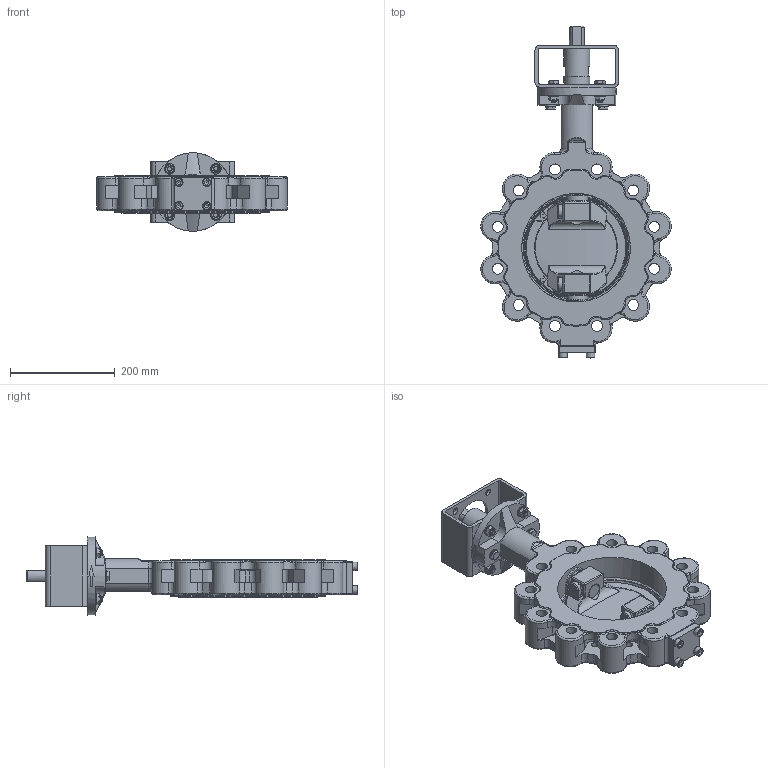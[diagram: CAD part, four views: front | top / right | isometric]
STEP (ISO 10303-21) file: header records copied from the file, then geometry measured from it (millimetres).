
FILE_DESCRIPTION(/* description */ (''),/* implementation_level */ '2;1');
FILE_NAME(/* name */ 'HP114-C DN200 PN25.stp',/* time_stamp */ '2018-12-03T13:58:10+01:00',/* author */ ('hellwig'),/* organization */ (''),/* preprocessor_version */ 'ST-DEVELOPER v16.5',/* originating_system */ 'Autodesk Inventor 2017',/* authorisation */ '');
FILE_SCHEMA (('CONFIG_CONTROL_DESIGN'));
Length unit declared in the file: millimetre
Products named in the file (1): M55488
Bounding box: 364.09 x 635 x 150 mm (x, y, z)
Volume: 5525123.3 mm3; surface area: 802507.9 mm2
Topology: 2 solids, 10 shells, 1688 faces, 4222 edges, 2587 vertices
Faces by surface type: plane 555, cylinder 488, torus 262, bspline 255, cone 117, sphere 11
Full cylindrical faces by diameter (mm): 6.647 x6, 8.376 x6, 9.188 x4, 10 x14, 10.5 x6, 11 x4, 12 x4, 12.2 x2, 12.5 x10, 13 x8, 14 x4, 14.63 x2, 15.4 x4, 16 x4, 20 x6, 20.752 x12, 30 x4, 30.2 x2, 32.1 x1, 33.35 x2, 36.2 x2, 40.05 x1, 41.2 x2, 42 x1, 47.7 x1, 49.95 x1, 50 x1, 55.2 x1, 85 x2, 150 x1
Entity records: 56311 total; most frequent: CARTESIAN_POINT 17760, DIRECTION 7793, ORIENTED_EDGE 7734, EDGE_CURVE 3865, AXIS2_PLACEMENT_3D 3198, VERTEX_POINT 2502, EDGE_LOOP 2089, FACE_OUTER_BOUND 1688
